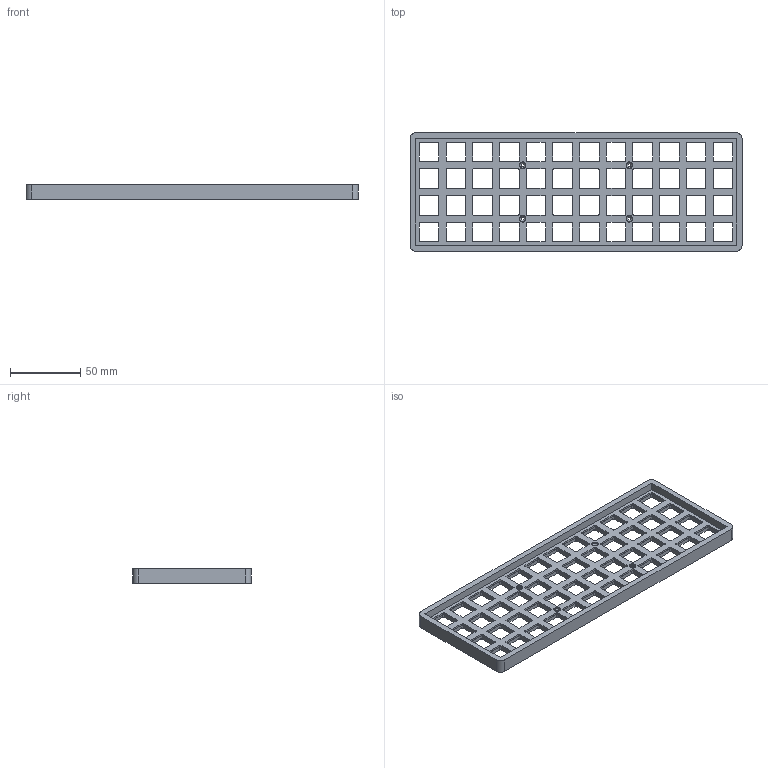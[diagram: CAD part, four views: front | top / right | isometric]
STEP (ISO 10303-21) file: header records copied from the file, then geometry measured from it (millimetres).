
FILE_DESCRIPTION(/* description */ (''),/* implementation_level */ '2;1');
FILE_NAME(/* name */ 'VOID40 Redux - Top - Grid.step',/* time_stamp */ '2023-06-13T13:33:53+03:00',/* author */ (''),/* organization */ (''),/* preprocessor_version */ 'ST-DEVELOPER v19.2',/* originating_system */ 'Autodesk Translation Framework v12.6.0.85',/* authorisation */ '');
FILE_SCHEMA (('AUTOMOTIVE_DESIGN { 1 0 10303 214 3 1 1 }'));
Length unit declared in the file: millimetre
Products named in the file (1): VOID40 Redux
Bounding box: 236.85 x 84.45 x 10 mm (x, y, z)
Volume: 52820.2 mm3; surface area: 46806.7 mm2
Topology: 1 solids, 1 shells, 879 faces, 2452 edges, 1632 vertices
Faces by surface type: plane 459, cylinder 412, torus 4, cone 4
Full cylindrical faces by diameter (mm): 2.4 x4, 3.5 x4, 4 x4
Entity records: 28718 total; most frequent: DIRECTION 5048, CARTESIAN_POINT 4964, ORIENTED_EDGE 4904, EDGE_CURVE 2452, AXIS2_PLACEMENT_3D 1716, VERTEX_POINT 1632, LINE 1616, VECTOR 1616
